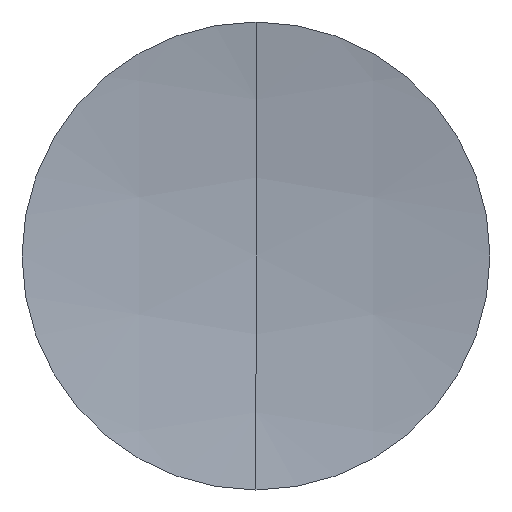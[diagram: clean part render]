
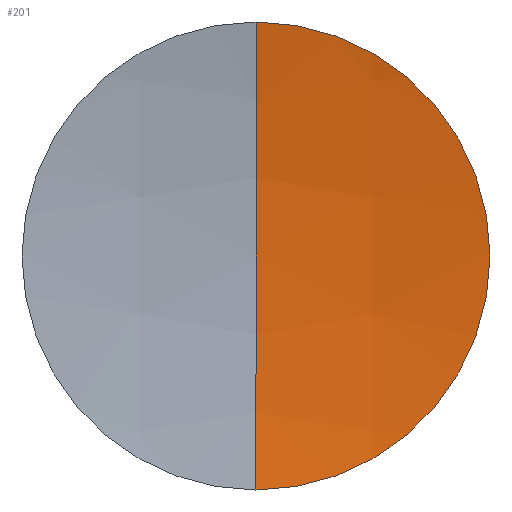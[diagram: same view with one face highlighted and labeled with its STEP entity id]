
A CAD part, left-side view. The second image highlights one B-rep face of the part: STEP entity #201.
In plain terms, the highlighted spherical face has radius 121.22 mm.
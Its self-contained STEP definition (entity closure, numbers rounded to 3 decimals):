
#3 = DIRECTION ( 'NONE',  ( 0., 0., 1. ) ) ;
#20 = CARTESIAN_POINT ( 'NONE',  ( 83.351, 0., 0. ) ) ;
#29 = VERTEX_POINT ( 'NONE', #20 ) ;
#30 = DIRECTION ( 'NONE',  ( 0., 0., -1. ) ) ;
#36 = VERTEX_POINT ( 'NONE', #154 ) ;
#54 = FACE_OUTER_BOUND ( 'NONE', #263, .T. ) ;
#55 = CARTESIAN_POINT ( 'NONE',  ( -37.869, 0., 0. ) ) ;
#63 = DIRECTION ( 'NONE',  ( -1., 0., 0. ) ) ;
#81 = DIRECTION ( 'NONE',  ( 0., 1., 0. ) ) ;
#90 = CIRCLE ( 'NONE', #318, 121.22 ) ;
#92 = AXIS2_PLACEMENT_3D ( 'NONE', #292, #233, #182 ) ;
#110 = CARTESIAN_POINT ( 'NONE',  ( 81.69, 0., 0. ) ) ;
#115 = CIRCLE ( 'NONE', #158, 121.22 ) ;
#122 = AXIS2_PLACEMENT_3D ( 'NONE', #110, #63, #3 ) ;
#141 = EDGE_CURVE ( 'NONE', #329, #36, #332, .T. ) ;
#154 = CARTESIAN_POINT ( 'NONE',  ( 81.69, 0., 20. ) ) ;
#158 = AXIS2_PLACEMENT_3D ( 'NONE', #55, #328, #30 ) ;
#165 = CARTESIAN_POINT ( 'NONE',  ( -37.869, 0., 0. ) ) ;
#182 = DIRECTION ( 'NONE',  ( 0., 0., 1. ) ) ;
#188 = EDGE_CURVE ( 'NONE', #29, #36, #115, .T. ) ;
#201 = ADVANCED_FACE ( 'NONE', ( #54 ), #294, .F. ) ;
#212 = ORIENTED_EDGE ( 'NONE', *, *, #141, .T. ) ;
#232 = ORIENTED_EDGE ( 'NONE', *, *, #188, .F. ) ;
#233 = DIRECTION ( 'NONE',  ( 0., 1., 0. ) ) ;
#247 = CARTESIAN_POINT ( 'NONE',  ( 81.69, 0., -20. ) ) ;
#260 = EDGE_CURVE ( 'NONE', #29, #329, #90, .T. ) ;
#263 = EDGE_LOOP ( 'NONE', ( #232, #289, #212 ) ) ;
#289 = ORIENTED_EDGE ( 'NONE', *, *, #260, .T. ) ;
#292 = CARTESIAN_POINT ( 'NONE',  ( -37.869, 0., 0. ) ) ;
#294 = SPHERICAL_SURFACE ( 'NONE', #92, 121.22 ) ;
#318 = AXIS2_PLACEMENT_3D ( 'NONE', #165, #81, #319 ) ;
#319 = DIRECTION ( 'NONE',  ( 0., 0., 1. ) ) ;
#328 = DIRECTION ( 'NONE',  ( 0., -1., 0. ) ) ;
#329 = VERTEX_POINT ( 'NONE', #247 ) ;
#332 = CIRCLE ( 'NONE', #122, 20. ) ;
